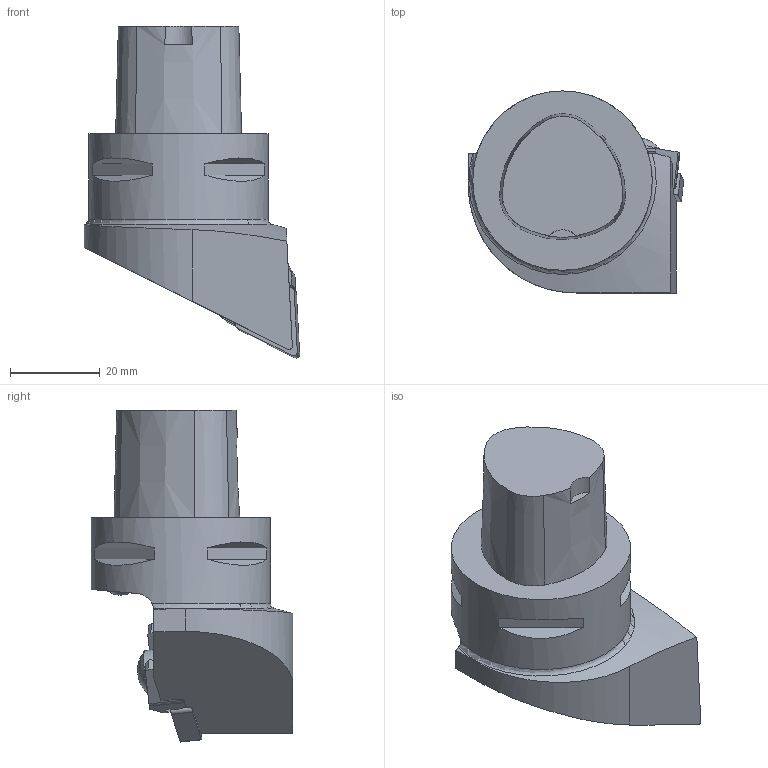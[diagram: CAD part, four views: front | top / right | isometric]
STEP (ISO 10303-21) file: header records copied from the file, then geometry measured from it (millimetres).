
FILE_DESCRIPTION(/* description */ (''),/* implementation_level */ '2;1');
FILE_NAME(/* name */ '1539233133396.stp',/* time_stamp */ '2018-10-11T10:15:56+06:00',/* author */ (''),/* organization */ ('SMS'),/* preprocessor_version */ 'ST-DEVELOPER v15',/* originating_system */ 'SIEMENS PLM Software NX 8.5',/* authorisation */ '');
FILE_SCHEMA (('AUTOMOTIVE_DESIGN { 1 0 10303 214 3 1 1 1 }'));
Length unit declared in the file: millimetre
Products named in the file (4): ASSEMBLY_CONSTRUCTION; IsoTurningInsert; 201768315mod000_00; 201768314mod000_00
Assembly tree (3 placements, depth 2):
  201768314mod000_00
    201768315mod000_00
    IsoTurningInsert
    ASSEMBLY_CONSTRUCTION
Bounding box: 48 x 45 x 74 mm (x, y, z)
Volume: 59868.5 mm3; surface area: 11198.6 mm2
Topology: 2 solids, 2 shells, 130 faces, 328 edges, 215 vertices
Faces by surface type: plane 73, cylinder 33, cone 14, sphere 4, bspline 4, torus 2
Full cylindrical faces by diameter (mm): 3 x1, 3.81 x2, 9.9 x1, 40 x1
Entity records: 4159 total; most frequent: CARTESIAN_POINT 953, DIRECTION 653, ORIENTED_EDGE 620, EDGE_CURVE 310, AXIS2_PLACEMENT_3D 244, VERTEX_POINT 202, LINE 165, VECTOR 165
